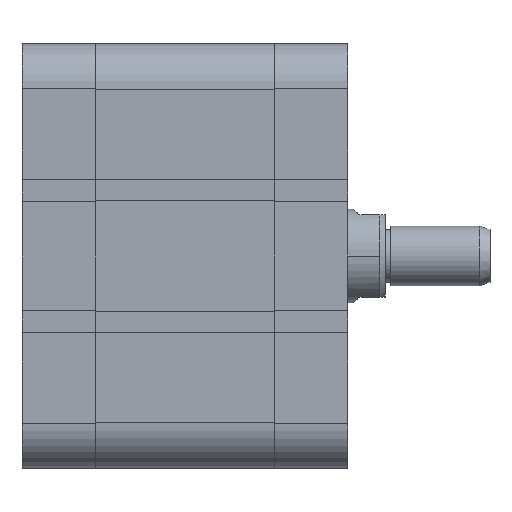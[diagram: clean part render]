
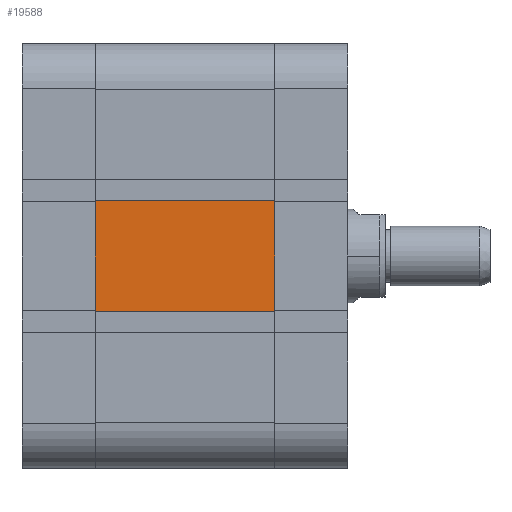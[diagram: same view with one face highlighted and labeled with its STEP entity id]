
A CAD part, front view. The second image highlights one B-rep face of the part: STEP entity #19588.
In plain terms, the highlighted planar face has unit normal (0, -1, 0).
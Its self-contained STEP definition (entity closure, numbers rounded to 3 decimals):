
#908 = CARTESIAN_POINT ( 'NONE',  ( 48., -56.75, -14.7 ) ) ;
#6684 = VECTOR ( 'NONE', #35996, 1000. ) ;
#7025 = ORIENTED_EDGE ( 'NONE', *, *, #26286, .F. ) ;
#8574 = EDGE_CURVE ( 'NONE', #35939, #35184, #20151, .T. ) ;
#10245 = DIRECTION ( 'NONE',  ( 0., 0., -1. ) ) ;
#10322 = VERTEX_POINT ( 'NONE', #908 ) ;
#13066 = LINE ( 'NONE', #15711, #21559 ) ;
#13913 = LINE ( 'NONE', #25379, #23738 ) ;
#15711 = CARTESIAN_POINT ( 'NONE',  ( 48., -56.75, -56.75 ) ) ;
#16629 = ORIENTED_EDGE ( 'NONE', *, *, #8574, .T. ) ;
#18491 = CARTESIAN_POINT ( 'NONE',  ( 48.001, -56.75, -14.7 ) ) ;
#18501 = ORIENTED_EDGE ( 'NONE', *, *, #30821, .F. ) ;
#19233 = PLANE ( 'NONE',  #33993 ) ;
#19412 = FACE_OUTER_BOUND ( 'NONE', #36404, .T. ) ;
#19588 = ADVANCED_FACE ( 'NONE', ( #19412 ), #19233, .F. ) ;
#20074 = CARTESIAN_POINT ( 'NONE',  ( 0., -56.75, 14.7 ) ) ;
#20079 = CARTESIAN_POINT ( 'NONE',  ( 0., -56.75, -14.7 ) ) ;
#20151 = LINE ( 'NONE', #23341, #32792 ) ;
#21277 = EDGE_CURVE ( 'NONE', #35184, #27250, #13913, .T. ) ;
#21559 = VECTOR ( 'NONE', #10245, 1000. ) ;
#23341 = CARTESIAN_POINT ( 'NONE',  ( 48.001, -56.75, 14.7 ) ) ;
#23738 = VECTOR ( 'NONE', #23852, 1000. ) ;
#23852 = DIRECTION ( 'NONE',  ( 0., 0., -1. ) ) ;
#24494 = LINE ( 'NONE', #18491, #6684 ) ;
#25379 = CARTESIAN_POINT ( 'NONE',  ( 0., -56.75, -56.75 ) ) ;
#26286 = EDGE_CURVE ( 'NONE', #35939, #10322, #13066, .T. ) ;
#27250 = VERTEX_POINT ( 'NONE', #20079 ) ;
#28183 = CARTESIAN_POINT ( 'NONE',  ( 48., -56.75, 14.7 ) ) ;
#30614 = ORIENTED_EDGE ( 'NONE', *, *, #21277, .T. ) ;
#30821 = EDGE_CURVE ( 'NONE', #10322, #27250, #24494, .T. ) ;
#32792 = VECTOR ( 'NONE', #34843, 1000. ) ;
#33346 = DIRECTION ( 'NONE',  ( 0., 1., 0. ) ) ;
#33993 = AXIS2_PLACEMENT_3D ( 'NONE', #36350, #33346, #36176 ) ;
#34843 = DIRECTION ( 'NONE',  ( -1., 0., 0. ) ) ;
#35184 = VERTEX_POINT ( 'NONE', #20074 ) ;
#35939 = VERTEX_POINT ( 'NONE', #28183 ) ;
#35996 = DIRECTION ( 'NONE',  ( -1., 0., 0. ) ) ;
#36176 = DIRECTION ( 'NONE',  ( 0., 0., 1. ) ) ;
#36350 = CARTESIAN_POINT ( 'NONE',  ( 48., -56.75, -56.75 ) ) ;
#36404 = EDGE_LOOP ( 'NONE', ( #16629, #30614, #18501, #7025 ) ) ;
